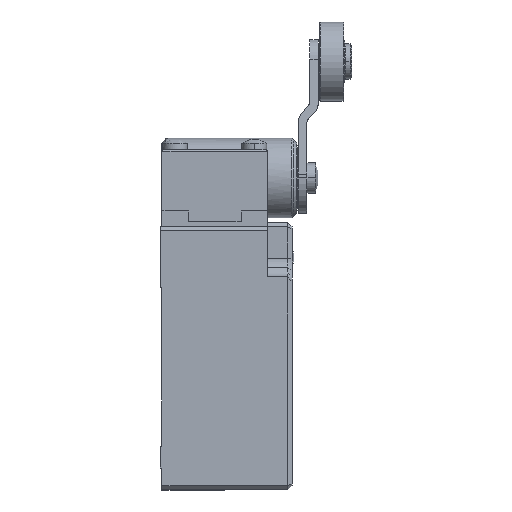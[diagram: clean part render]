
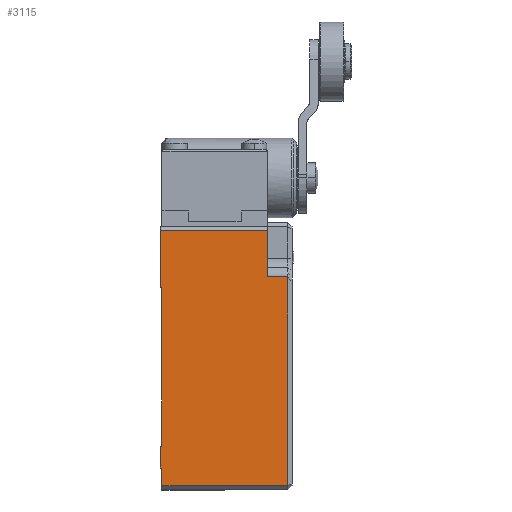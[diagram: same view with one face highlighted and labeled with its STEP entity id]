
A CAD part, left-side view. The second image highlights one B-rep face of the part: STEP entity #3115.
In plain terms, the highlighted planar face has unit normal (-1, 0, 0).
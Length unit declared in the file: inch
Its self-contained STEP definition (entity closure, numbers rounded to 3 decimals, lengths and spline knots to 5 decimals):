
#19 = LINE ( 'NONE', #9832, #6663 ) ;
#363 = EDGE_CURVE ( 'NONE', #1667, #677, #8076, .T. ) ;
#415 = DIRECTION ( 'NONE',  ( 0., 0., 1. ) ) ;
#494 = LINE ( 'NONE', #4582, #8959 ) ;
#677 = VERTEX_POINT ( 'NONE', #9055 ) ;
#715 = CARTESIAN_POINT ( 'NONE',  ( -0.59646, -0.01575, -3.32677 ) ) ;
#789 = VECTOR ( 'NONE', #6318, 39.37008 ) ;
#1090 = VECTOR ( 'NONE', #2373, 39.37008 ) ;
#1120 = VECTOR ( 'NONE', #415, 39.37008 ) ;
#1299 = CARTESIAN_POINT ( 'NONE',  ( -0.59646, 0., -1.7126 ) ) ;
#1387 = DIRECTION ( 'NONE',  ( 0., 1., 0. ) ) ;
#1493 = VERTEX_POINT ( 'NONE', #4228 ) ;
#1660 = DIRECTION ( 'NONE',  ( 0., -1., 0. ) ) ;
#1667 = VERTEX_POINT ( 'NONE', #4466 ) ;
#1718 = VERTEX_POINT ( 'NONE', #3730 ) ;
#1943 = CARTESIAN_POINT ( 'NONE',  ( -0.59646, -0.96063, 0.25591 ) ) ;
#1949 = VECTOR ( 'NONE', #4362, 39.37008 ) ;
#1966 = EDGE_LOOP ( 'NONE', ( #4222, #9621, #1996, #10595, #9855, #4426, #8296, #2425, #8063, #6054, #9196, #8190 ) ) ;
#1996 = ORIENTED_EDGE ( 'NONE', *, *, #363, .T. ) ;
#2062 = EDGE_CURVE ( 'NONE', #4574, #7506, #494, .T. ) ;
#2244 = CARTESIAN_POINT ( 'NONE',  ( -0.59646, -0.96063, 0.21654 ) ) ;
#2273 = EDGE_CURVE ( 'NONE', #1718, #5282, #5321, .T. ) ;
#2351 = LINE ( 'NONE', #1943, #1949 ) ;
#2371 = EDGE_CURVE ( 'NONE', #7506, #4487, #9187, .T. ) ;
#2373 = DIRECTION ( 'NONE',  ( 0., 0., -1. ) ) ;
#2425 = ORIENTED_EDGE ( 'NONE', *, *, #5647, .F. ) ;
#2500 = CARTESIAN_POINT ( 'NONE',  ( -0.59646, 0., 0.21654 ) ) ;
#2709 = EDGE_CURVE ( 'NONE', #677, #4574, #6250, .T. ) ;
#2738 = PLANE ( 'NONE',  #3410 ) ;
#2802 = VECTOR ( 'NONE', #6392, 39.37008 ) ;
#2851 = CARTESIAN_POINT ( 'NONE',  ( -0.59646, 0., -2.06693 ) ) ;
#2903 = CARTESIAN_POINT ( 'NONE',  ( -0.59646, -1.14173, -2.06693 ) ) ;
#3115 = ADVANCED_FACE ( 'NONE', ( #5310 ), #2738, .T. ) ;
#3410 = AXIS2_PLACEMENT_3D ( 'NONE', #2851, #10061, #4368 ) ;
#3658 = LINE ( 'NONE', #5571, #1090 ) ;
#3730 = CARTESIAN_POINT ( 'NONE',  ( -0.59646, 0., -0.29528 ) ) ;
#3843 = EDGE_CURVE ( 'NONE', #9098, #1718, #9601, .T. ) ;
#4222 = ORIENTED_EDGE ( 'NONE', *, *, #6657, .T. ) ;
#4228 = CARTESIAN_POINT ( 'NONE',  ( -0.59646, -0.96063, -0.19685 ) ) ;
#4317 = VECTOR ( 'NONE', #1387, 39.37008 ) ;
#4362 = DIRECTION ( 'NONE',  ( 0., 0., -1. ) ) ;
#4368 = DIRECTION ( 'NONE',  ( 0., 0., 1. ) ) ;
#4426 = ORIENTED_EDGE ( 'NONE', *, *, #2371, .T. ) ;
#4432 = VECTOR ( 'NONE', #1660, 39.37008 ) ;
#4466 = CARTESIAN_POINT ( 'NONE',  ( -0.59646, 0., -1.90945 ) ) ;
#4487 = VERTEX_POINT ( 'NONE', #6520 ) ;
#4574 = VERTEX_POINT ( 'NONE', #6807 ) ;
#4579 = CARTESIAN_POINT ( 'NONE',  ( -0.59646, 0., -1.90945 ) ) ;
#4582 = CARTESIAN_POINT ( 'NONE',  ( -0.59646, 0., -2.06693 ) ) ;
#4771 = VERTEX_POINT ( 'NONE', #1299 ) ;
#4863 = DIRECTION ( 'NONE',  ( 0., -1., 0. ) ) ;
#5137 = CARTESIAN_POINT ( 'NONE',  ( -0.59646, -2.3796, -0.19685 ) ) ;
#5282 = VERTEX_POINT ( 'NONE', #8028 ) ;
#5310 = FACE_OUTER_BOUND ( 'NONE', #1966, .T. ) ;
#5321 = LINE ( 'NONE', #8089, #10319 ) ;
#5333 = LINE ( 'NONE', #6261, #4317 ) ;
#5571 = CARTESIAN_POINT ( 'NONE',  ( -0.59646, 0., -0.9252 ) ) ;
#5647 = EDGE_CURVE ( 'NONE', #9659, #1493, #2351, .T. ) ;
#5797 = DIRECTION ( 'NONE',  ( 0., 0., -1. ) ) ;
#5953 = EDGE_CURVE ( 'NONE', #1493, #4487, #6719, .T. ) ;
#6054 = ORIENTED_EDGE ( 'NONE', *, *, #3843, .T. ) ;
#6250 = LINE ( 'NONE', #715, #8192 ) ;
#6261 = CARTESIAN_POINT ( 'NONE',  ( -0.59646, 0., -1.7126 ) ) ;
#6277 = LINE ( 'NONE', #2500, #8338 ) ;
#6318 = DIRECTION ( 'NONE',  ( 0., -1., 0. ) ) ;
#6392 = DIRECTION ( 'NONE',  ( 0., 0., -1. ) ) ;
#6457 = CARTESIAN_POINT ( 'NONE',  ( -0.59646, 0., -0.9252 ) ) ;
#6520 = CARTESIAN_POINT ( 'NONE',  ( -0.59646, -1.14173, -0.19685 ) ) ;
#6624 = DIRECTION ( 'NONE',  ( 0., 1., 0. ) ) ;
#6657 = EDGE_CURVE ( 'NONE', #7174, #4771, #5333, .T. ) ;
#6663 = VECTOR ( 'NONE', #5797, 39.37008 ) ;
#6719 = LINE ( 'NONE', #5137, #4432 ) ;
#6807 = CARTESIAN_POINT ( 'NONE',  ( -0.59646, -0.01575, -2.06693 ) ) ;
#7053 = DIRECTION ( 'NONE',  ( 0., -1., 0. ) ) ;
#7174 = VERTEX_POINT ( 'NONE', #9281 ) ;
#7370 = EDGE_CURVE ( 'NONE', #4771, #1667, #3658, .T. ) ;
#7506 = VERTEX_POINT ( 'NONE', #10420 ) ;
#7999 = DIRECTION ( 'NONE',  ( 0., 0., -1. ) ) ;
#8028 = CARTESIAN_POINT ( 'NONE',  ( -0.59646, -0.01575, -0.29528 ) ) ;
#8063 = ORIENTED_EDGE ( 'NONE', *, *, #8399, .T. ) ;
#8076 = LINE ( 'NONE', #4579, #789 ) ;
#8089 = CARTESIAN_POINT ( 'NONE',  ( -0.59646, 0., -0.29528 ) ) ;
#8190 = ORIENTED_EDGE ( 'NONE', *, *, #8345, .T. ) ;
#8192 = VECTOR ( 'NONE', #7999, 39.37008 ) ;
#8296 = ORIENTED_EDGE ( 'NONE', *, *, #5953, .F. ) ;
#8338 = VECTOR ( 'NONE', #6624, 39.37008 ) ;
#8345 = EDGE_CURVE ( 'NONE', #5282, #7174, #19, .T. ) ;
#8399 = EDGE_CURVE ( 'NONE', #9659, #9098, #6277, .T. ) ;
#8959 = VECTOR ( 'NONE', #7053, 39.37008 ) ;
#9055 = CARTESIAN_POINT ( 'NONE',  ( -0.59646, -0.01575, -1.90945 ) ) ;
#9098 = VERTEX_POINT ( 'NONE', #10403 ) ;
#9187 = LINE ( 'NONE', #2903, #1120 ) ;
#9196 = ORIENTED_EDGE ( 'NONE', *, *, #2273, .T. ) ;
#9281 = CARTESIAN_POINT ( 'NONE',  ( -0.59646, -0.01575, -1.7126 ) ) ;
#9601 = LINE ( 'NONE', #6457, #2802 ) ;
#9621 = ORIENTED_EDGE ( 'NONE', *, *, #7370, .T. ) ;
#9659 = VERTEX_POINT ( 'NONE', #2244 ) ;
#9832 = CARTESIAN_POINT ( 'NONE',  ( -0.59646, -0.01575, -1.7126 ) ) ;
#9855 = ORIENTED_EDGE ( 'NONE', *, *, #2062, .T. ) ;
#10061 = DIRECTION ( 'NONE',  ( -1., 0., 0. ) ) ;
#10319 = VECTOR ( 'NONE', #4863, 39.37008 ) ;
#10403 = CARTESIAN_POINT ( 'NONE',  ( -0.59646, 0., 0.21654 ) ) ;
#10420 = CARTESIAN_POINT ( 'NONE',  ( -0.59646, -1.14173, -2.06693 ) ) ;
#10595 = ORIENTED_EDGE ( 'NONE', *, *, #2709, .T. ) ;
